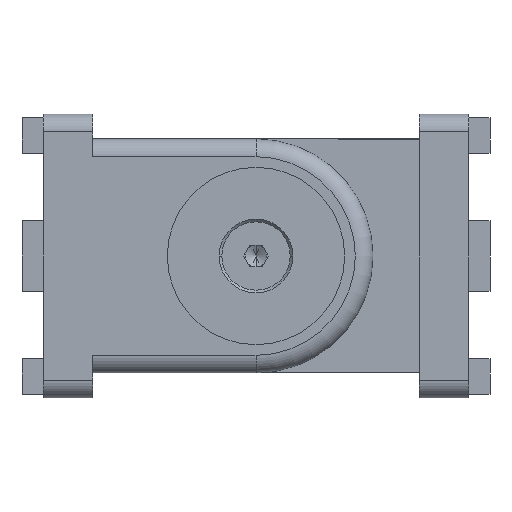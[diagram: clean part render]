
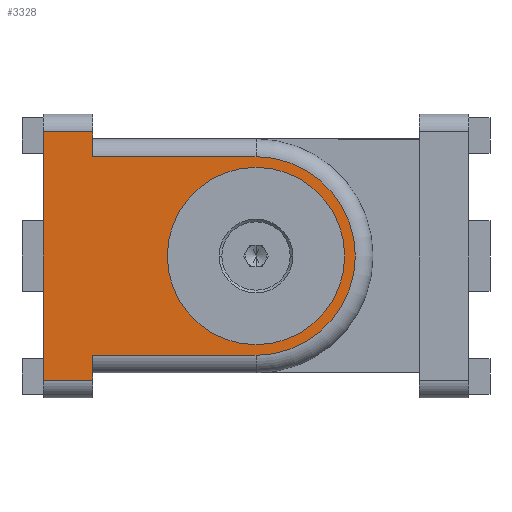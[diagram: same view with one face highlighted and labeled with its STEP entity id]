
A CAD part, left-side view. The second image highlights one B-rep face of the part: STEP entity #3328.
In plain terms, the highlighted planar face has unit normal (-1, 0, 0).
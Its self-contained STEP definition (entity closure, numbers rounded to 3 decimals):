
#9 = FACE_OUTER_BOUND ( 'NONE', #8863, .T. ) ;
#138 = CARTESIAN_POINT ( 'NONE',  ( -20., 53., 14. ) ) ;
#201 = LINE ( 'NONE', #5468, #10302 ) ;
#348 = EDGE_CURVE ( 'NONE', #10138, #7068, #201, .T. ) ;
#428 = DIRECTION ( 'NONE',  ( 0., 0., -1. ) ) ;
#594 = ORIENTED_EDGE ( 'NONE', *, *, #8590, .T. ) ;
#673 = VERTEX_POINT ( 'NONE', #7635 ) ;
#790 = VECTOR ( 'NONE', #428, 1000. ) ;
#885 = CARTESIAN_POINT ( 'NONE',  ( -20., 53., 17.5 ) ) ;
#1025 = CIRCLE ( 'NONE', #1398, 12.5 ) ;
#1067 = CARTESIAN_POINT ( 'NONE',  ( -20., 30., -12.5 ) ) ;
#1225 = CARTESIAN_POINT ( 'NONE',  ( -20., 53., 14. ) ) ;
#1338 = EDGE_CURVE ( 'NONE', #7734, #673, #1025, .T. ) ;
#1392 = CIRCLE ( 'NONE', #4266, 12.5 ) ;
#1398 = AXIS2_PLACEMENT_3D ( 'NONE', #10076, #7412, #3106 ) ;
#1571 = ORIENTED_EDGE ( 'NONE', *, *, #1338, .F. ) ;
#1633 = LINE ( 'NONE', #885, #10056 ) ;
#1876 = VECTOR ( 'NONE', #7865, 1000. ) ;
#2044 = VERTEX_POINT ( 'NONE', #8001 ) ;
#2385 = EDGE_CURVE ( 'NONE', #7050, #5297, #6687, .T. ) ;
#2446 = DIRECTION ( 'NONE',  ( -1., 0., 0. ) ) ;
#2793 = EDGE_CURVE ( 'NONE', #9010, #8430, #9551, .T. ) ;
#2831 = CARTESIAN_POINT ( 'NONE',  ( -20., 53., -17.5 ) ) ;
#3106 = DIRECTION ( 'NONE',  ( 0., 0., -1. ) ) ;
#3121 = CARTESIAN_POINT ( 'NONE',  ( -20., 30., -14. ) ) ;
#3289 = CARTESIAN_POINT ( 'NONE',  ( -20., 30., 0. ) ) ;
#3310 = EDGE_LOOP ( 'NONE', ( #1571, #4442 ) ) ;
#3328 = ADVANCED_FACE ( 'NONE', ( #4319, #9 ), #6909, .F. ) ;
#3373 = AXIS2_PLACEMENT_3D ( 'NONE', #10371, #10976, #7366 ) ;
#3407 = CARTESIAN_POINT ( 'NONE',  ( -20., 53., 17.5 ) ) ;
#3895 = ORIENTED_EDGE ( 'NONE', *, *, #5318, .F. ) ;
#4030 = EDGE_CURVE ( 'NONE', #6343, #7050, #1633, .T. ) ;
#4075 = CIRCLE ( 'NONE', #8056, 14. ) ;
#4147 = CARTESIAN_POINT ( 'NONE',  ( -20., 60., -20. ) ) ;
#4266 = AXIS2_PLACEMENT_3D ( 'NONE', #3289, #2446, #10311 ) ;
#4319 = FACE_BOUND ( 'NONE', #3310, .T. ) ;
#4442 = ORIENTED_EDGE ( 'NONE', *, *, #4664, .F. ) ;
#4664 = EDGE_CURVE ( 'NONE', #673, #7734, #1392, .T. ) ;
#4879 = LINE ( 'NONE', #7526, #9708 ) ;
#4984 = VECTOR ( 'NONE', #4993, 1000. ) ;
#4993 = DIRECTION ( 'NONE',  ( 0., 0., -1. ) ) ;
#5297 = VERTEX_POINT ( 'NONE', #10298 ) ;
#5318 = EDGE_CURVE ( 'NONE', #10138, #2044, #4879, .T. ) ;
#5344 = VECTOR ( 'NONE', #6991, 1000. ) ;
#5468 = CARTESIAN_POINT ( 'NONE',  ( -20., 53., -14. ) ) ;
#5681 = CARTESIAN_POINT ( 'NONE',  ( -20., 30., 0. ) ) ;
#6343 = VERTEX_POINT ( 'NONE', #3407 ) ;
#6687 = LINE ( 'NONE', #4147, #4984 ) ;
#6740 = DIRECTION ( 'NONE',  ( -1., 0., 0. ) ) ;
#6844 = EDGE_CURVE ( 'NONE', #5297, #2044, #8832, .T. ) ;
#6909 = PLANE ( 'NONE',  #3373 ) ;
#6991 = DIRECTION ( 'NONE',  ( 0., 1., 0. ) ) ;
#7050 = VERTEX_POINT ( 'NONE', #10768 ) ;
#7060 = DIRECTION ( 'NONE',  ( 0., -1., 0. ) ) ;
#7068 = VERTEX_POINT ( 'NONE', #3121 ) ;
#7366 = DIRECTION ( 'NONE',  ( 0., 0., 1. ) ) ;
#7412 = DIRECTION ( 'NONE',  ( -1., 0., 0. ) ) ;
#7526 = CARTESIAN_POINT ( 'NONE',  ( -20., 53., -20. ) ) ;
#7635 = CARTESIAN_POINT ( 'NONE',  ( -20., 30., 12.5 ) ) ;
#7660 = ORIENTED_EDGE ( 'NONE', *, *, #7978, .F. ) ;
#7734 = VERTEX_POINT ( 'NONE', #1067 ) ;
#7754 = ORIENTED_EDGE ( 'NONE', *, *, #2793, .T. ) ;
#7806 = ORIENTED_EDGE ( 'NONE', *, *, #6844, .T. ) ;
#7862 = ORIENTED_EDGE ( 'NONE', *, *, #2385, .T. ) ;
#7865 = DIRECTION ( 'NONE',  ( 0., -1., 0. ) ) ;
#7978 = EDGE_CURVE ( 'NONE', #6343, #8430, #9838, .T. ) ;
#7987 = ORIENTED_EDGE ( 'NONE', *, *, #4030, .T. ) ;
#8001 = CARTESIAN_POINT ( 'NONE',  ( -20., 53., -17.5 ) ) ;
#8056 = AXIS2_PLACEMENT_3D ( 'NONE', #5681, #6740, #10150 ) ;
#8329 = DIRECTION ( 'NONE',  ( 0., 0., -1. ) ) ;
#8370 = ORIENTED_EDGE ( 'NONE', *, *, #348, .T. ) ;
#8430 = VERTEX_POINT ( 'NONE', #1225 ) ;
#8590 = EDGE_CURVE ( 'NONE', #7068, #9010, #4075, .T. ) ;
#8832 = LINE ( 'NONE', #2831, #1876 ) ;
#8863 = EDGE_LOOP ( 'NONE', ( #7862, #7806, #3895, #8370, #594, #7754, #7660, #7987 ) ) ;
#9010 = VERTEX_POINT ( 'NONE', #9812 ) ;
#9042 = CARTESIAN_POINT ( 'NONE',  ( -20., 53., -20. ) ) ;
#9316 = DIRECTION ( 'NONE',  ( 0., 1., 0. ) ) ;
#9541 = CARTESIAN_POINT ( 'NONE',  ( -20., 53., -14. ) ) ;
#9551 = LINE ( 'NONE', #138, #5344 ) ;
#9708 = VECTOR ( 'NONE', #8329, 1000. ) ;
#9812 = CARTESIAN_POINT ( 'NONE',  ( -20., 30., 14. ) ) ;
#9838 = LINE ( 'NONE', #9042, #790 ) ;
#10056 = VECTOR ( 'NONE', #9316, 1000. ) ;
#10076 = CARTESIAN_POINT ( 'NONE',  ( -20., 30., 0. ) ) ;
#10138 = VERTEX_POINT ( 'NONE', #9541 ) ;
#10150 = DIRECTION ( 'NONE',  ( 0., 0., 1. ) ) ;
#10298 = CARTESIAN_POINT ( 'NONE',  ( -20., 60., -17.5 ) ) ;
#10302 = VECTOR ( 'NONE', #7060, 1000. ) ;
#10311 = DIRECTION ( 'NONE',  ( 0., 0., -1. ) ) ;
#10371 = CARTESIAN_POINT ( 'NONE',  ( -20., 53., -20. ) ) ;
#10768 = CARTESIAN_POINT ( 'NONE',  ( -20., 60., 17.5 ) ) ;
#10976 = DIRECTION ( 'NONE',  ( 1., 0., 0. ) ) ;
